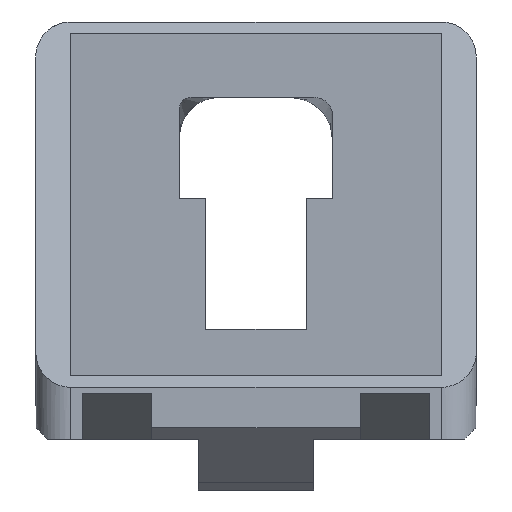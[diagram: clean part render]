
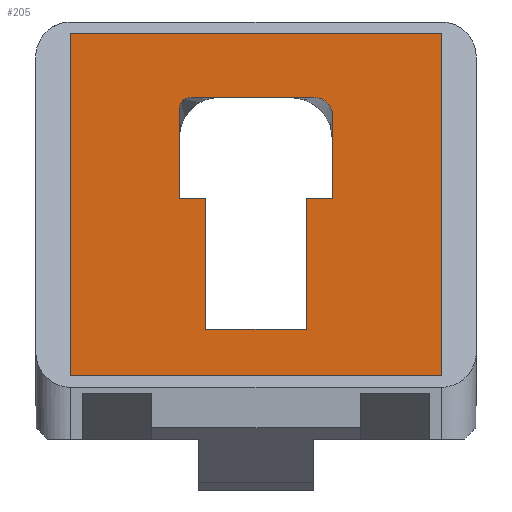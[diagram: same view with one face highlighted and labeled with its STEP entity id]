
A CAD part, front view. The second image highlights one B-rep face of the part: STEP entity #205.
In plain terms, the highlighted planar face has unit normal (0, -1, 0).
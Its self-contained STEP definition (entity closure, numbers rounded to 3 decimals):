
#205=ADVANCED_FACE('',(#544,#545),#546,.F.);
#544=FACE_OUTER_BOUND('',#1017,.T.);
#545=FACE_BOUND('',#1018,.T.);
#546=PLANE('',#1019);
#1017=EDGE_LOOP('',(#1601,#1602,#1603,#1604));
#1018=EDGE_LOOP('',(#1605,#1606,#1607,#1608,#1609,#1610,#1611,#1612,#1613,#1614));
#1019=AXIS2_PLACEMENT_3D('',#1615,#1616,#1617);
#1601=ORIENTED_EDGE('',*,*,#3078,.T.);
#1602=ORIENTED_EDGE('',*,*,#3079,.T.);
#1603=ORIENTED_EDGE('',*,*,#3080,.T.);
#1604=ORIENTED_EDGE('',*,*,#3081,.T.);
#1605=ORIENTED_EDGE('',*,*,#3082,.T.);
#1606=ORIENTED_EDGE('',*,*,#3083,.T.);
#1607=ORIENTED_EDGE('',*,*,#3084,.T.);
#1608=ORIENTED_EDGE('',*,*,#3085,.T.);
#1609=ORIENTED_EDGE('',*,*,#3086,.T.);
#1610=ORIENTED_EDGE('',*,*,#3071,.T.);
#1611=ORIENTED_EDGE('',*,*,#3076,.F.);
#1612=ORIENTED_EDGE('',*,*,#3087,.F.);
#1613=ORIENTED_EDGE('',*,*,#3088,.T.);
#1614=ORIENTED_EDGE('',*,*,#3089,.T.);
#1615=CARTESIAN_POINT('',(16.0,-5.5,5.5));
#1616=DIRECTION('',(0.,1.0,-0.0));
#1617=DIRECTION('',(0.0,0.0,1.0));
#3071=EDGE_CURVE('',#3773,#3774,#3775,.T.);
#3076=EDGE_CURVE('',#3779,#3774,#3781,.T.);
#3078=EDGE_CURVE('',#3783,#3784,#3785,.T.);
#3079=EDGE_CURVE('',#3784,#3786,#3787,.F.);
#3080=EDGE_CURVE('',#3786,#3788,#3789,.F.);
#3081=EDGE_CURVE('',#3788,#3783,#3790,.F.);
#3082=EDGE_CURVE('',#3791,#3792,#3793,.F.);
#3083=EDGE_CURVE('',#3792,#3794,#3795,.F.);
#3084=EDGE_CURVE('',#3794,#3796,#3797,.F.);
#3085=EDGE_CURVE('',#3796,#3798,#3799,.F.);
#3086=EDGE_CURVE('',#3798,#3773,#3800,.T.);
#3087=EDGE_CURVE('',#3801,#3779,#3802,.T.);
#3088=EDGE_CURVE('',#3801,#3803,#3804,.F.);
#3089=EDGE_CURVE('',#3803,#3791,#3805,.F.);
#3773=VERTEX_POINT('',#4747);
#3774=VERTEX_POINT('',#4748);
#3775=LINE('',#4749,#4750);
#3779=VERTEX_POINT('',#4756);
#3781=LINE('',#4759,#4760);
#3783=VERTEX_POINT('',#4762);
#3784=VERTEX_POINT('',#4763);
#3785=LINE('',#4764,#4765);
#3786=VERTEX_POINT('',#4766);
#3787=LINE('',#4767,#4768);
#3788=VERTEX_POINT('',#4769);
#3789=LINE('',#4770,#4771);
#3790=LINE('',#4772,#4773);
#3791=VERTEX_POINT('',#4774);
#3792=VERTEX_POINT('',#4775);
#3793=LINE('',#4776,#4777);
#3794=VERTEX_POINT('',#4778);
#3795=LINE('',#4779,#4780);
#3796=VERTEX_POINT('',#4781);
#3797=LINE('',#4782,#4783);
#3798=VERTEX_POINT('',#4784);
#3799=LINE('',#4785,#4786);
#3800=LINE('',#4787,#4788);
#3801=VERTEX_POINT('',#4789);
#3802=ELLIPSE('',#4790,1.424,1.135);
#3803=VERTEX_POINT('',#4791);
#3804=LINE('',#4792,#4793);
#3805=ELLIPSE('',#4794,2.051,1.746);
#4747=CARTESIAN_POINT('',(-4.35,-5.5,20.8));
#4748=CARTESIAN_POINT('',(-6.6,-5.5,20.8));
#4749=CARTESIAN_POINT('',(11.3,-5.5,20.8));
#4750=VECTOR('',#6312,1.0);
#4756=CARTESIAN_POINT('',(-6.6,-5.5,28.5));
#4759=CARTESIAN_POINT('',(-6.6,-5.5,2.75));
#4760=VECTOR('',#6316,1.0);
#4762=CARTESIAN_POINT('',(16.0,-5.5,5.5));
#4763=CARTESIAN_POINT('',(16.0,-5.5,35.0));
#4764=CARTESIAN_POINT('',(16.0,-5.5,2.75));
#4765=VECTOR('',#6317,1.0);
#4766=CARTESIAN_POINT('',(-16.0,-5.5,35.0));
#4767=CARTESIAN_POINT('',(19.4,-5.5,35.0));
#4768=VECTOR('',#6318,1.0);
#4769=CARTESIAN_POINT('',(-16.0,-5.5,5.5));
#4770=CARTESIAN_POINT('',(-16.0,-5.5,2.75));
#4771=VECTOR('',#6319,1.0);
#4772=CARTESIAN_POINT('',(16.0,-5.5,5.5));
#4773=VECTOR('',#6320,1.0);
#4774=CARTESIAN_POINT('',(6.6,-5.5,27.9));
#4775=CARTESIAN_POINT('',(6.6,-5.5,20.8));
#4776=CARTESIAN_POINT('',(6.6,-5.5,2.75));
#4777=VECTOR('',#6321,1.0);
#4778=CARTESIAN_POINT('',(4.35,-5.5,20.8));
#4779=CARTESIAN_POINT('',(11.3,-5.5,20.8));
#4780=VECTOR('',#6322,1.0);
#4781=CARTESIAN_POINT('',(4.35,-5.5,9.5));
#4782=CARTESIAN_POINT('',(4.35,-5.5,2.75));
#4783=VECTOR('',#6323,1.0);
#4784=CARTESIAN_POINT('',(-4.35,-5.5,9.5));
#4785=CARTESIAN_POINT('',(10.175,-5.5,9.5));
#4786=VECTOR('',#6324,1.0);
#4787=CARTESIAN_POINT('',(-4.35,-5.5,2.75));
#4788=VECTOR('',#6325,1.0);
#4789=CARTESIAN_POINT('',(-5.6,-5.5,29.5));
#4790=AXIS2_PLACEMENT_3D('',#6326,#6327,#6328);
#4791=CARTESIAN_POINT('',(5.0,-5.5,29.5));
#4792=CARTESIAN_POINT('',(10.175,-5.5,29.5));
#4793=VECTOR('',#6329,1.0);
#4794=AXIS2_PLACEMENT_3D('',#6330,#6331,#6332);
#6312=DIRECTION('',(-1.0,0.,0.0));
#6316=DIRECTION('',(0.0,-0.0,-1.0));
#6317=DIRECTION('',(0.0,0.0,1.0));
#6318=DIRECTION('',(1.0,0.,0.0));
#6319=DIRECTION('',(0.0,0.0,1.0));
#6320=DIRECTION('',(-1.0,0.,0.));
#6321=DIRECTION('',(0.0,0.0,1.0));
#6322=DIRECTION('',(1.0,0.,0.0));
#6323=DIRECTION('',(0.0,0.0,1.0));
#6324=DIRECTION('',(1.0,0.,0.0));
#6325=DIRECTION('',(0.0,0.0,1.0));
#6326=CARTESIAN_POINT('',(-5.312,-5.5,28.212));
#6327=DIRECTION('',(0.,-1.0,0.));
#6328=DIRECTION('',(0.707,0.,-0.707));
#6329=DIRECTION('',(-1.0,0.,0.0));
#6330=CARTESIAN_POINT('',(4.695,-5.5,27.595));
#6331=DIRECTION('',(0.,-1.0,0.0));
#6332=DIRECTION('',(-0.707,0.,-0.707));
